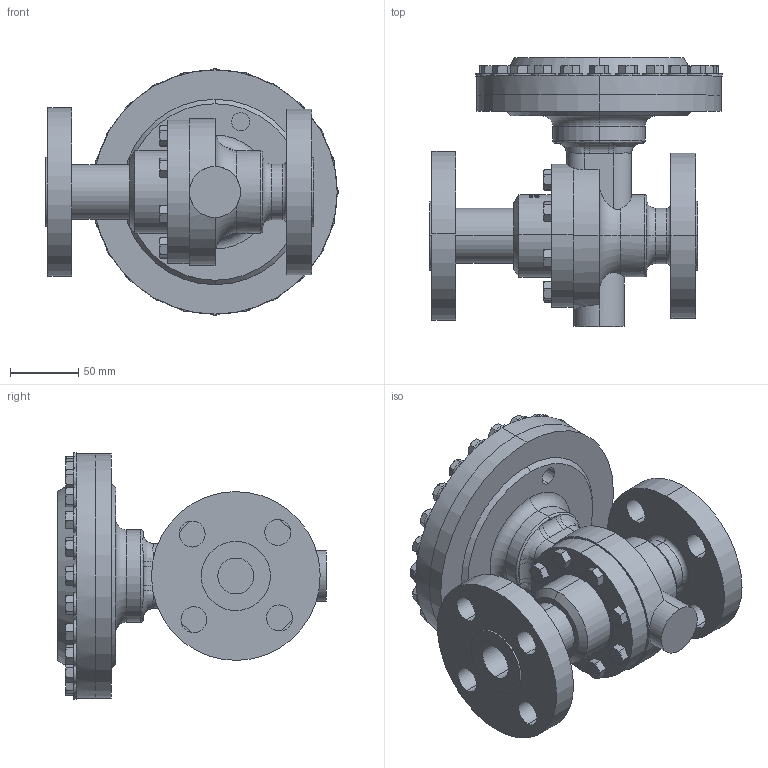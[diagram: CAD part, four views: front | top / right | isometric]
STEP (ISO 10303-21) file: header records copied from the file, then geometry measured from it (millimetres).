
FILE_DESCRIPTION (( 'STEP AP203' ), '1' );
FILE_NAME ('56-100-CS+S6-I3.step', '2017-10-04T15:17:51', ( '' ), ( '' ), 'SwSTEP 2.0', 'SolidWorks 2014', '' );
FILE_SCHEMA (( 'CONFIG_CONTROL_DESIGN' ));
Products named in the file (1): 56-100-CS+S6-I3
Bounding box: 214.79 x 197.45 x 181 mm (x, y, z)
Volume: 1968263.2 mm3; surface area: 205174 mm2
Topology: 1 solids, 1 shells, 757 faces, 1804 edges, 1111 vertices
Faces by surface type: plane 329, cone 202, cylinder 122, bspline 91, torus 13
Entity records: 35662 total; most frequent: CARTESIAN_POINT 19063, ORIENTED_EDGE 3608, DIRECTION 3126, EDGE_CURVE 1804, AXIS2_PLACEMENT_3D 1235, VERTEX_POINT 1111, EDGE_LOOP 835, ADVANCED_FACE 757
